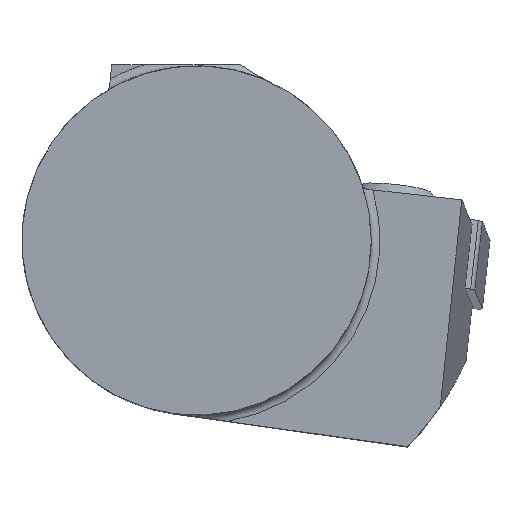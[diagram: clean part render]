
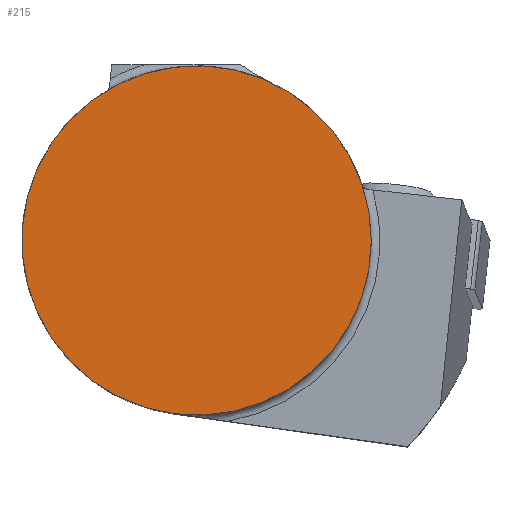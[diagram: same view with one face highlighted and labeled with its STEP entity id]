
A CAD part, top view. The second image highlights one B-rep face of the part: STEP entity #215.
In plain terms, the highlighted planar face has unit normal (0, 0, 1).
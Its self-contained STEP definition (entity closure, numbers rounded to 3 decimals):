
#147=CIRCLE('',#1118,16.);
#215=ADVANCED_FACE('',(#295),#250,.T.);
#250=PLANE('',#1176);
#295=FACE_OUTER_BOUND('',#346,.T.);
#346=EDGE_LOOP('',(#602));
#602=ORIENTED_EDGE('',*,*,#803,.F.);
#710=VERTEX_POINT('',#1642);
#803=EDGE_CURVE('',#710,#710,#147,.T.);
#1118=AXIS2_PLACEMENT_3D('',#1641,#1267,#1268);
#1176=AXIS2_PLACEMENT_3D('',#1867,#1411,#1412);
#1267=DIRECTION('',(0.,0.,-1.));
#1268=DIRECTION('',(1.,0.,0.));
#1411=DIRECTION('',(0.,0.,1.));
#1412=DIRECTION('',(1.,0.,0.));
#1641=CARTESIAN_POINT('',(0.,0.,0.));
#1642=CARTESIAN_POINT('',(16.,0.,0.));
#1867=CARTESIAN_POINT('',(0.,0.,0.));
